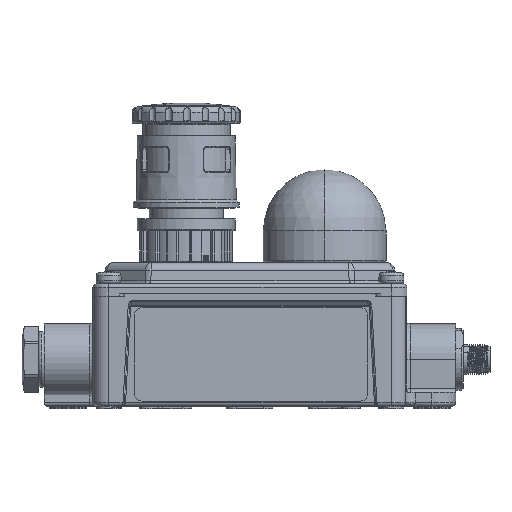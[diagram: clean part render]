
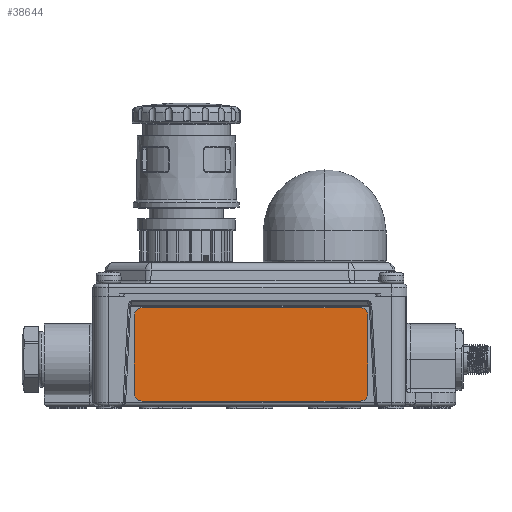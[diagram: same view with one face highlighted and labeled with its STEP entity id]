
A CAD part, top view. The second image highlights one B-rep face of the part: STEP entity #38644.
In plain terms, the highlighted planar face has unit normal (0, 0, 1).
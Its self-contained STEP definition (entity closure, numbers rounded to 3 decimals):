
#38425=CARTESIAN_POINT('',(91.825,34.825,0.127));
#38426=DIRECTION('',(0.,0.,1.));
#38427=DIRECTION('',(1.,0.,0.));
#38428=AXIS2_PLACEMENT_3D('',#38425,#38426,#38427);
#38430=DIRECTION('',(0.,1.,0.));
#38431=VECTOR('',#38430,31.65);
#38432=CARTESIAN_POINT('',(95.,3.175,0.127));
#38433=LINE('',#38432,#38431);
#38434=CARTESIAN_POINT('',(91.825,3.175,0.127));
#38435=DIRECTION('',(0.,0.,1.));
#38436=DIRECTION('',(0.,-1.,0.));
#38437=AXIS2_PLACEMENT_3D('',#38434,#38435,#38436);
#38439=DIRECTION('',(1.,0.,0.));
#38440=VECTOR('',#38439,88.65);
#38441=CARTESIAN_POINT('',(3.175,0.,0.127));
#38442=LINE('',#38441,#38440);
#38443=CARTESIAN_POINT('',(3.175,3.175,0.127));
#38444=DIRECTION('',(0.,0.,1.));
#38445=DIRECTION('',(-1.,0.,0.));
#38446=AXIS2_PLACEMENT_3D('',#38443,#38444,#38445);
#38448=DIRECTION('',(0.,-1.,0.));
#38449=VECTOR('',#38448,31.65);
#38450=CARTESIAN_POINT('',(0.,34.825,0.127));
#38451=LINE('',#38450,#38449);
#38452=CARTESIAN_POINT('',(3.175,34.825,0.127));
#38453=DIRECTION('',(0.,0.,1.));
#38454=DIRECTION('',(0.,1.,0.));
#38455=AXIS2_PLACEMENT_3D('',#38452,#38453,#38454);
#38457=DIRECTION('',(-1.,0.,0.));
#38458=VECTOR('',#38457,88.65);
#38459=CARTESIAN_POINT('',(91.825,38.,0.127));
#38460=LINE('',#38459,#38458);
#38465=CARTESIAN_POINT('',(95.,34.825,0.127));
#38466=VERTEX_POINT('',#38465);
#38467=CARTESIAN_POINT('',(91.825,38.,0.127));
#38468=VERTEX_POINT('',#38467);
#38473=CARTESIAN_POINT('',(91.825,0.,0.127));
#38474=VERTEX_POINT('',#38473);
#38475=CARTESIAN_POINT('',(95.,3.175,0.127));
#38476=VERTEX_POINT('',#38475);
#38481=CARTESIAN_POINT('',(3.175,38.,0.127));
#38482=VERTEX_POINT('',#38481);
#38483=CARTESIAN_POINT('',(0.,34.825,0.127));
#38484=VERTEX_POINT('',#38483);
#38489=CARTESIAN_POINT('',(0.,3.175,0.127));
#38490=VERTEX_POINT('',#38489);
#38491=CARTESIAN_POINT('',(3.175,0.,0.127));
#38492=VERTEX_POINT('',#38491);
#38629=CARTESIAN_POINT('',(0.,0.,0.127));
#38630=DIRECTION('',(0.,0.,1.));
#38631=DIRECTION('',(1.,0.,0.));
#38632=AXIS2_PLACEMENT_3D('',#38629,#38630,#38631);
#38633=PLANE('',#38632);
#38634=ORIENTED_EDGE('',*,*,#38525,.F.);
#38635=ORIENTED_EDGE('',*,*,#38541,.F.);
#38636=ORIENTED_EDGE('',*,*,#38554,.F.);
#38637=ORIENTED_EDGE('',*,*,#38569,.F.);
#38638=ORIENTED_EDGE('',*,*,#38582,.F.);
#38639=ORIENTED_EDGE('',*,*,#38595,.F.);
#38640=ORIENTED_EDGE('',*,*,#38610,.F.);
#38641=ORIENTED_EDGE('',*,*,#38622,.F.);
#38642=EDGE_LOOP('',(#38634,#38635,#38636,#38637,#38638,#38639,#38640,#38641));
#38643=FACE_OUTER_BOUND('',#38642,.F.);
#38429=CIRCLE('',#38428,3.175);
#38438=CIRCLE('',#38437,3.175);
#38447=CIRCLE('',#38446,3.175);
#38456=CIRCLE('',#38455,3.175);
#38525=EDGE_CURVE('',#38466,#38468,#38429,.T.);
#38541=EDGE_CURVE('',#38476,#38466,#38433,.T.);
#38554=EDGE_CURVE('',#38474,#38476,#38438,.T.);
#38569=EDGE_CURVE('',#38492,#38474,#38442,.T.);
#38582=EDGE_CURVE('',#38490,#38492,#38447,.T.);
#38595=EDGE_CURVE('',#38484,#38490,#38451,.T.);
#38610=EDGE_CURVE('',#38482,#38484,#38456,.T.);
#38622=EDGE_CURVE('',#38468,#38482,#38460,.T.);
#38644=ADVANCED_FACE('',(#38643),#38633,.T.);
